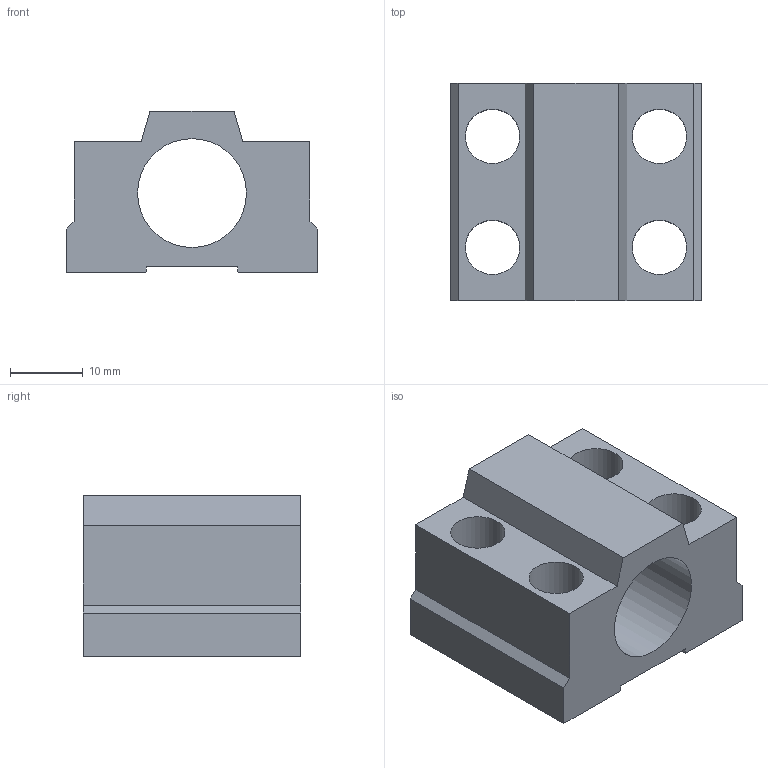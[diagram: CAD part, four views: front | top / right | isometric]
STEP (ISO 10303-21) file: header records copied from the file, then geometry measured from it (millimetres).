
FILE_DESCRIPTION(('FreeCAD Model'),'2;1');
FILE_NAME('pillow block without linear bearing.stp','2014-03-10T01:42:42',('FreeCAD'),('FreeCAD' ),'Open CASCADE STEP processor 6.3','FreeCAD','Unknown');
FILE_SCHEMA(('AUTOMOTIVE_DESIGN_CC2 { 1 2 10303 214 -1 1 5 4 }'));
Length unit declared in the file: millimetre
Products named in the file (1): bottom_right_side
Bounding box: 34.7 x 30 x 22.2 mm (x, y, z)
Volume: 10714.8 mm3; surface area: 7069.2 mm2
Topology: 1 solids, 1 shells, 31 faces, 79 edges, 54 vertices
Faces by surface type: plane 22, cylinder 9
Full cylindrical faces by diameter (mm): 7.5 x4, 9.3 x4, 15 x1
Entity records: 2027 total; most frequent: CARTESIAN_POINT 347, DIRECTION 319, LINE 193, VECTOR 193, ORIENTED_EDGE 158, PCURVE 158, DEFINITIONAL_REPRESENTATION 158, EDGE_CURVE 79
